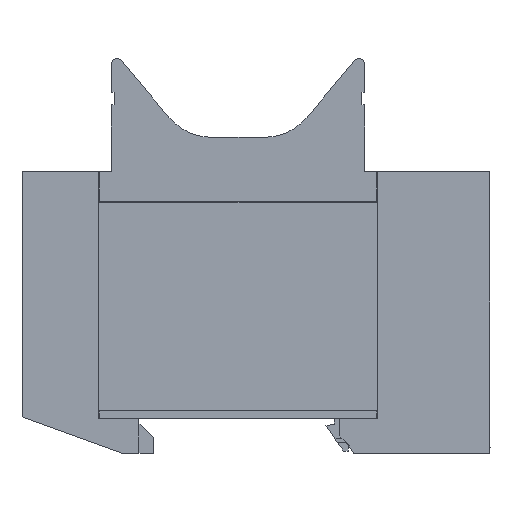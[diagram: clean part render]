
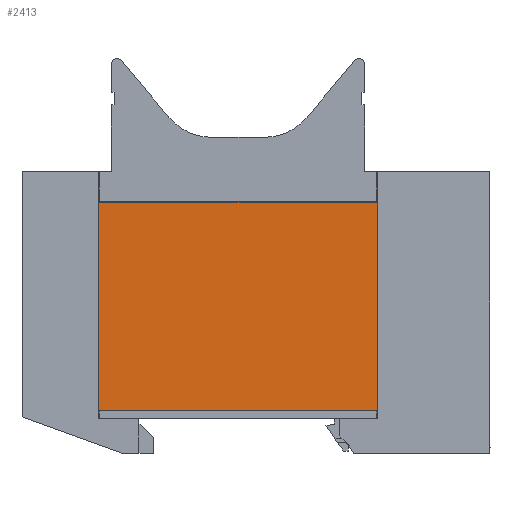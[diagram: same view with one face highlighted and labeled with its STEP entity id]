
A CAD part, left-side view. The second image highlights one B-rep face of the part: STEP entity #2413.
In plain terms, the highlighted planar face has unit normal (-1, 0, 0).
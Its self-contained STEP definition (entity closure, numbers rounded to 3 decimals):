
#2413=ADVANCED_FACE('',(#3054),#2737,.F.);
#2737=PLANE('',#9187);
#3054=FACE_OUTER_BOUND('',#3375,.T.);
#3375=EDGE_LOOP('',(#4338,#4339,#4340,#4341));
#4338=ORIENTED_EDGE('',*,*,#6417,.T.);
#4339=ORIENTED_EDGE('',*,*,#6528,.F.);
#4340=ORIENTED_EDGE('',*,*,#6391,.F.);
#4341=ORIENTED_EDGE('',*,*,#6529,.F.);
#5675=VERTEX_POINT('',#12191);
#5679=VERTEX_POINT('',#12200);
#5702=VERTEX_POINT('',#12274);
#5703=VERTEX_POINT('',#12276);
#6391=EDGE_CURVE('',#5679,#5675,#7277,.T.);
#6417=EDGE_CURVE('',#5703,#5702,#7299,.T.);
#6528=EDGE_CURVE('',#5675,#5702,#7398,.T.);
#6529=EDGE_CURVE('',#5703,#5679,#7399,.T.);
#7277=LINE('',#12201,#8073);
#7299=LINE('',#12275,#8095);
#7398=LINE('',#12742,#8194);
#7399=LINE('',#12743,#8195);
#8073=VECTOR('',#9949,1.);
#8095=VECTOR('',#9981,1.);
#8194=VECTOR('',#10148,1.);
#8195=VECTOR('',#10149,1.);
#9187=AXIS2_PLACEMENT_3D('',#12744,#10150,#10151);
#9949=DIRECTION('',(0.,0.,1.));
#9981=DIRECTION('',(0.,0.,1.));
#10148=DIRECTION('',(0.,-1.,0.));
#10149=DIRECTION('',(0.,1.,0.));
#10150=DIRECTION('',(1.,0.,0.));
#10151=DIRECTION('',(0.,-1.,0.));
#12191=CARTESIAN_POINT('',(3.6,69.569,44.7));
#12200=CARTESIAN_POINT('',(3.6,69.569,7.7));
#12201=CARTESIAN_POINT('',(3.6,69.569,6.2));
#12274=CARTESIAN_POINT('',(3.6,20.031,44.7));
#12275=CARTESIAN_POINT('',(3.6,20.031,6.2));
#12276=CARTESIAN_POINT('',(3.6,20.031,7.7));
#12742=CARTESIAN_POINT('',(3.6,27.406,44.7));
#12743=CARTESIAN_POINT('',(3.6,44.8,7.7));
#12744=CARTESIAN_POINT('',(3.6,44.8,6.2));
